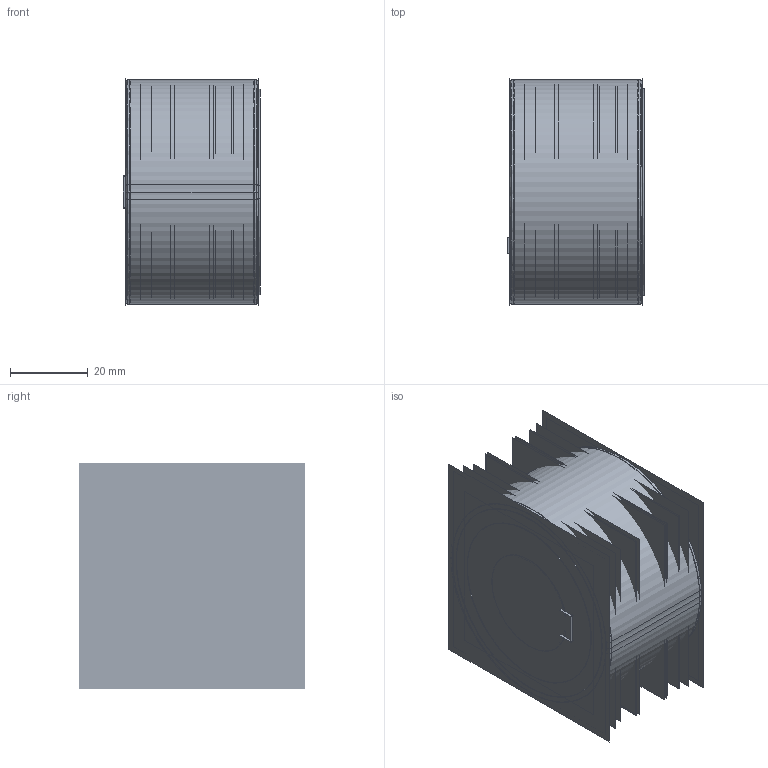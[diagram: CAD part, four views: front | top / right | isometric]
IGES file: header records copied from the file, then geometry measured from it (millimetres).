
Start section:  PTC IGES file: fnd453z.igs
Global section: file name: fnd453z.igs; native system: Creo Parametric by Parametric Technology Corporation; preprocessor: 2013150; author: sales 4; organization: Unknown; date: 20140325.144101; units: millimetre
Bounding box: 35.36 x 58.24 x 58.24 mm (x, y, z)
Volume: 63514.4 mm3; surface area: 516388.2 mm2
Topology: 57 solids, 57 shells, 6192 faces, 32212 edges, 40262 vertices
Faces by surface type: bspline 3764, revolution 2428
